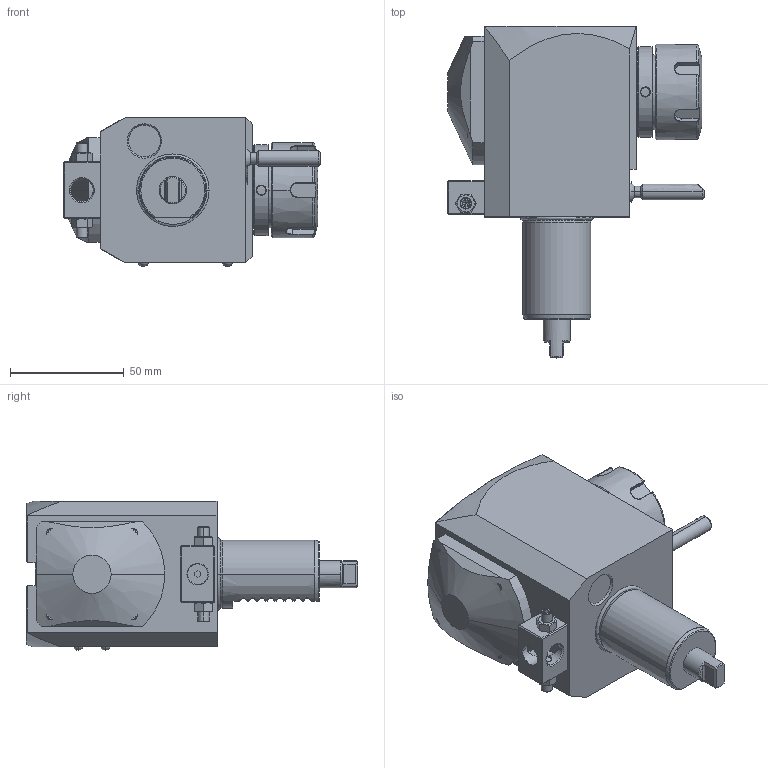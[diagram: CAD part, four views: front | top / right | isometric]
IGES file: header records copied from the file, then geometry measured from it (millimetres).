
Start section:  PTC IGES file: ngt1_30_221_25_1_1_55.igs
Global section: file name: ngt1_30_221_25_1_1_55.igs; native system: Pro/ENGINEER by Parametric Technology Corporation; preprocessor: 2010280; author: vali; organization: Unknown; date: 20170310.085225; units: millimetre
Bounding box: 112.88 x 146 x 65.6 mm (x, y, z)
Volume: 444714.2 mm3; surface area: 45305.8 mm2
Topology: 1 solids, 1 shells, 416 faces, 1034 edges, 634 vertices
Faces by surface type: bspline 241, revolution 175
